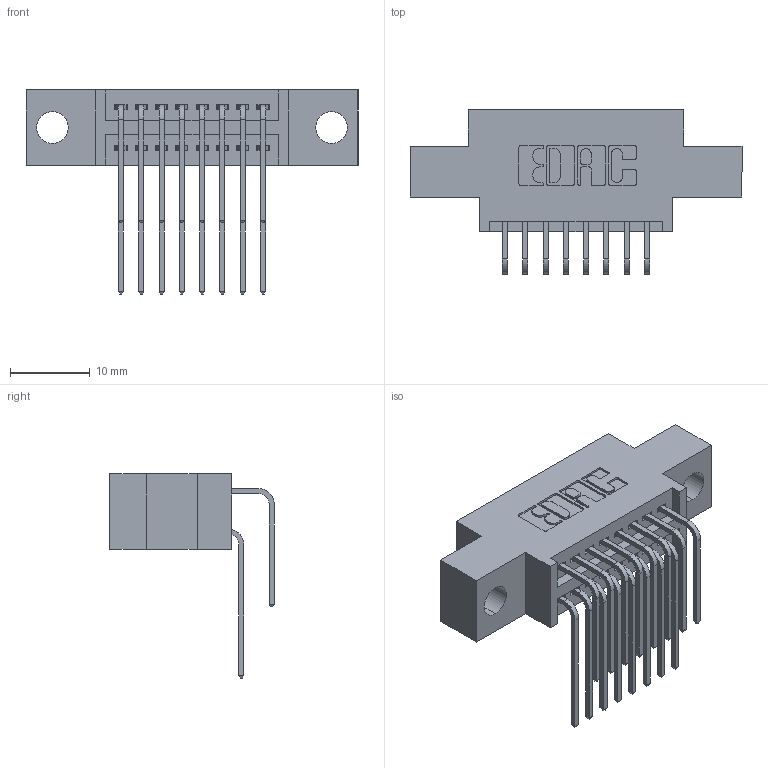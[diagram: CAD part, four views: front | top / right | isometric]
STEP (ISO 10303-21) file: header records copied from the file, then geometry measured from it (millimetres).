
FILE_DESCRIPTION (( 'STEP AP203' ), '1' );
FILE_NAME ('345-016-559-804.STEP', '2021-05-19T16:27:42', ( '' ), ( '' ), 'SwSTEP 2.0', 'SolidWorks 2020', '' );
FILE_SCHEMA (( 'CONFIG_CONTROL_DESIGN' ));
Length unit declared in the file: inch
Products named in the file (4): 345-292-001_558 559 Tail - 1; 345 Part_0.170 Offset - 0.156 Dia-TI; 345-016-559-804; 345-292-001_559 Tail - 2
Assembly tree (17 placements, depth 2):
  345-016-559-804
    345 Part_0.170 Offset - 0.156 Dia-TI
    345-292-001_558 559 Tail - 1  x8
    345-292-001_559 Tail - 2  x8
Bounding box: 41.53 x 20.56 x 25.53 mm (x, y, z)
Volume: 3591.5 mm3; surface area: 5079.5 mm2
Topology: 17 solids, 17 shells, 976 faces, 2869 edges, 1890 vertices
Faces by surface type: plane 658, cylinder 318
Entity records: 13057 total; most frequent: CARTESIAN_POINT 2273, ORIENTED_EDGE 2154, DIRECTION 2017, EDGE_CURVE 1077, VECTOR 873, LINE 873, VERTEX_POINT 714, AXIS2_PLACEMENT_3D 572
